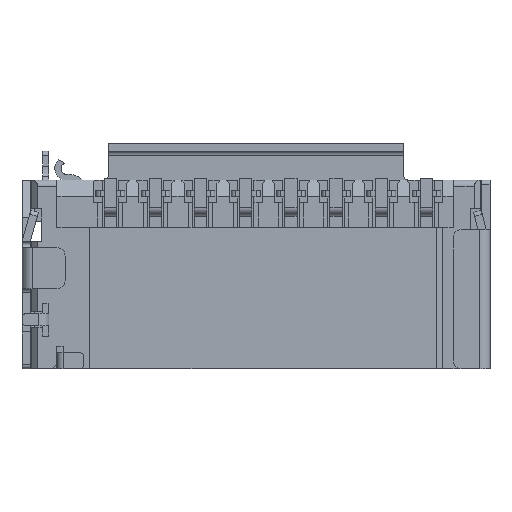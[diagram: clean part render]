
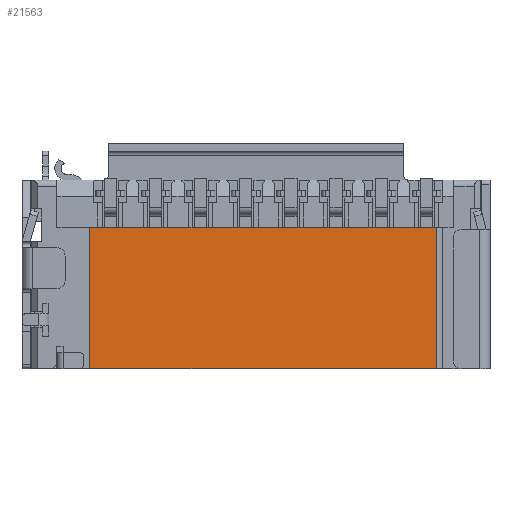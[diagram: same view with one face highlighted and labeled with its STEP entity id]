
A CAD part, front view. The second image highlights one B-rep face of the part: STEP entity #21563.
In plain terms, the highlighted planar face has unit normal (0, -1, 0).
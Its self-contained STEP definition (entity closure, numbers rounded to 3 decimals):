
#2612=DIRECTION('',(1.,0.,0.));
#2613=VECTOR('',#2612,8.45);
#2614=CARTESIAN_POINT('',(-4.35,-0.9,-2.3));
#2615=LINE('',#2614,#2613);
#6690=DIRECTION('',(0.,0.,1.));
#6691=VECTOR('',#6690,3.45);
#6692=CARTESIAN_POINT('',(-4.35,-0.9,-2.3));
#6693=LINE('',#6692,#6691);
#6694=DIRECTION('',(-1.,0.,0.));
#6695=VECTOR('',#6694,8.45);
#6696=CARTESIAN_POINT('',(4.1,-0.9,1.15));
#6697=LINE('',#6696,#6695);
#6698=DIRECTION('',(0.,0.,-1.));
#6699=VECTOR('',#6698,3.45);
#6700=CARTESIAN_POINT('',(4.1,-0.9,1.15));
#6701=LINE('',#6700,#6699);
#11015=CARTESIAN_POINT('',(-4.35,-0.9,-2.3));
#11017=VERTEX_POINT('',#11015);
#11022=CARTESIAN_POINT('',(-4.35,-0.9,1.15));
#11023=VERTEX_POINT('',#11022);
#12159=CARTESIAN_POINT('',(4.1,-0.9,-2.3));
#12160=VERTEX_POINT('',#12159);
#12161=CARTESIAN_POINT('',(4.1,-0.9,1.15));
#12162=VERTEX_POINT('',#12161);
#21551=CARTESIAN_POINT('',(-4.35,-0.9,-2.3));
#21552=DIRECTION('',(0.,-1.,0.));
#21553=DIRECTION('',(1.,0.,0.));
#21554=AXIS2_PLACEMENT_3D('',#21551,#21552,#21553);
#21555=PLANE('',#21554);
#21556=ORIENTED_EDGE('',*,*,#15646,.F.);
#21558=ORIENTED_EDGE('',*,*,#21557,.T.);
#21559=ORIENTED_EDGE('',*,*,#13282,.F.);
#21560=ORIENTED_EDGE('',*,*,#21544,.T.);
#21561=EDGE_LOOP('',(#21556,#21558,#21559,#21560));
#21562=FACE_OUTER_BOUND('',#21561,.F.);
#21563=ADVANCED_FACE('',(#21562),#21555,.T.);
#13282=EDGE_CURVE('',#12162,#11023,#6697,.T.);
#15646=EDGE_CURVE('',#11017,#12160,#2615,.T.);
#21544=EDGE_CURVE('',#12162,#12160,#6701,.T.);
#21557=EDGE_CURVE('',#11017,#11023,#6693,.T.);
